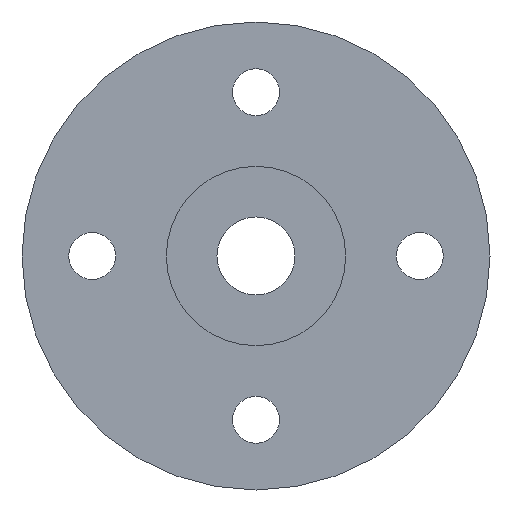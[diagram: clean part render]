
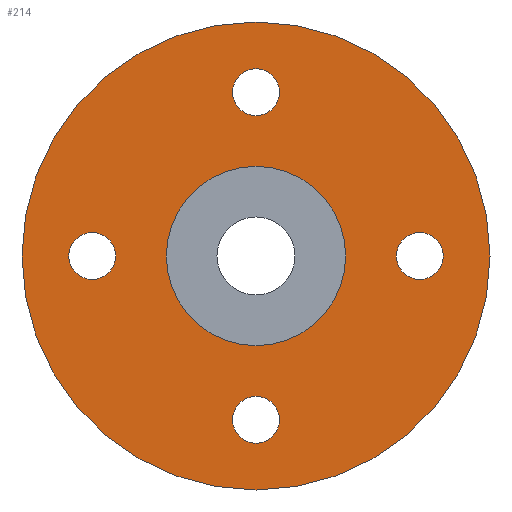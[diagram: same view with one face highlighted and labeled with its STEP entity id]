
A CAD part, front view. The second image highlights one B-rep face of the part: STEP entity #214.
In plain terms, the highlighted planar face has unit normal (0, -1, 0).
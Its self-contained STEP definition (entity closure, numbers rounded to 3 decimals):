
#3 = CARTESIAN_POINT ( 'NONE',  ( 0., 0., -23. ) ) ;
#9 = DIRECTION ( 'NONE',  ( 0., -1., 0. ) ) ;
#12 = DIRECTION ( 'NONE',  ( 0., 0., -1. ) ) ;
#15 = AXIS2_PLACEMENT_3D ( 'NONE', #306, #40, #12 ) ;
#20 = DIRECTION ( 'NONE',  ( 0., -1., 0. ) ) ;
#22 = DIRECTION ( 'NONE',  ( 0., 0., 1. ) ) ;
#23 = EDGE_LOOP ( 'NONE', ( #34 ) ) ;
#27 = CARTESIAN_POINT ( 'NONE',  ( 0., 0., 0. ) ) ;
#28 = EDGE_LOOP ( 'NONE', ( #64 ) ) ;
#34 = ORIENTED_EDGE ( 'NONE', *, *, #53, .F. ) ;
#40 = DIRECTION ( 'NONE',  ( 0., -1., 0. ) ) ;
#48 = AXIS2_PLACEMENT_3D ( 'NONE', #124, #196, #302 ) ;
#51 = CARTESIAN_POINT ( 'NONE',  ( 0., 0., 42. ) ) ;
#53 = EDGE_CURVE ( 'NONE', #332, #332, #244, .T. ) ;
#61 = EDGE_LOOP ( 'NONE', ( #353 ) ) ;
#64 = ORIENTED_EDGE ( 'NONE', *, *, #91, .F. ) ;
#67 = ORIENTED_EDGE ( 'NONE', *, *, #111, .F. ) ;
#68 = VERTEX_POINT ( 'NONE', #200 ) ;
#91 = EDGE_CURVE ( 'NONE', #339, #339, #312, .T. ) ;
#93 = ORIENTED_EDGE ( 'NONE', *, *, #345, .F. ) ;
#95 = AXIS2_PLACEMENT_3D ( 'NONE', #348, #9, #279 ) ;
#98 = CARTESIAN_POINT ( 'NONE',  ( 0., 0., -60. ) ) ;
#105 = DIRECTION ( 'NONE',  ( 0., 0., -1. ) ) ;
#108 = FACE_BOUND ( 'NONE', #118, .T. ) ;
#110 = CIRCLE ( 'NONE', #48, 6. ) ;
#111 = EDGE_CURVE ( 'NONE', #255, #255, #341, .T. ) ;
#118 = EDGE_LOOP ( 'NONE', ( #93 ) ) ;
#124 = CARTESIAN_POINT ( 'NONE',  ( -42., 0., 0. ) ) ;
#129 = AXIS2_PLACEMENT_3D ( 'NONE', #51, #242, #132 ) ;
#132 = DIRECTION ( 'NONE',  ( 0., 0., -1. ) ) ;
#148 = EDGE_LOOP ( 'NONE', ( #299 ) ) ;
#162 = FACE_BOUND ( 'NONE', #148, .T. ) ;
#164 = PLANE ( 'NONE',  #202 ) ;
#168 = CARTESIAN_POINT ( 'NONE',  ( 0., 0., -48. ) ) ;
#173 = VERTEX_POINT ( 'NONE', #98 ) ;
#179 = CARTESIAN_POINT ( 'NONE',  ( -42., 0., -6. ) ) ;
#191 = FACE_BOUND ( 'NONE', #23, .T. ) ;
#193 = EDGE_LOOP ( 'NONE', ( #67 ) ) ;
#196 = DIRECTION ( 'NONE',  ( 0., -1., 0. ) ) ;
#199 = CARTESIAN_POINT ( 'NONE',  ( 42., 0., -6. ) ) ;
#200 = CARTESIAN_POINT ( 'NONE',  ( 0., 0., 36. ) ) ;
#202 = AXIS2_PLACEMENT_3D ( 'NONE', #209, #271, #22 ) ;
#209 = CARTESIAN_POINT ( 'NONE',  ( -23., 0., 0. ) ) ;
#213 = DIRECTION ( 'NONE',  ( 0., -1., 0. ) ) ;
#214 = ADVANCED_FACE ( 'NONE', ( #321, #191, #108, #162, #240, #298 ), #164, .F. ) ;
#227 = EDGE_CURVE ( 'NONE', #68, #68, #294, .T. ) ;
#235 = EDGE_CURVE ( 'NONE', #173, #173, #343, .T. ) ;
#240 = FACE_BOUND ( 'NONE', #193, .T. ) ;
#242 = DIRECTION ( 'NONE',  ( 0., -1., 0. ) ) ;
#244 = CIRCLE ( 'NONE', #266, 6. ) ;
#255 = VERTEX_POINT ( 'NONE', #3 ) ;
#266 = AXIS2_PLACEMENT_3D ( 'NONE', #346, #20, #105 ) ;
#269 = DIRECTION ( 'NONE',  ( 0., 0., -1. ) ) ;
#271 = DIRECTION ( 'NONE',  ( 0., 1., 0. ) ) ;
#279 = DIRECTION ( 'NONE',  ( 0., 0., -1. ) ) ;
#294 = CIRCLE ( 'NONE', #129, 6. ) ;
#298 = FACE_OUTER_BOUND ( 'NONE', #61, .T. ) ;
#299 = ORIENTED_EDGE ( 'NONE', *, *, #227, .F. ) ;
#302 = DIRECTION ( 'NONE',  ( 0., 0., -1. ) ) ;
#306 = CARTESIAN_POINT ( 'NONE',  ( 0., 0., 0. ) ) ;
#312 = CIRCLE ( 'NONE', #95, 6. ) ;
#314 = AXIS2_PLACEMENT_3D ( 'NONE', #27, #213, #269 ) ;
#321 = FACE_BOUND ( 'NONE', #28, .T. ) ;
#332 = VERTEX_POINT ( 'NONE', #168 ) ;
#339 = VERTEX_POINT ( 'NONE', #199 ) ;
#341 = CIRCLE ( 'NONE', #314, 23. ) ;
#343 = CIRCLE ( 'NONE', #15, 60. ) ;
#344 = VERTEX_POINT ( 'NONE', #179 ) ;
#345 = EDGE_CURVE ( 'NONE', #344, #344, #110, .T. ) ;
#346 = CARTESIAN_POINT ( 'NONE',  ( 0., 0., -42. ) ) ;
#348 = CARTESIAN_POINT ( 'NONE',  ( 42., 0., 0. ) ) ;
#353 = ORIENTED_EDGE ( 'NONE', *, *, #235, .T. ) ;
